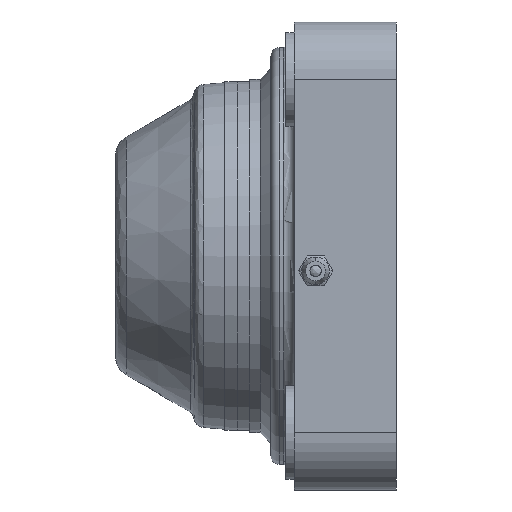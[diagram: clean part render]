
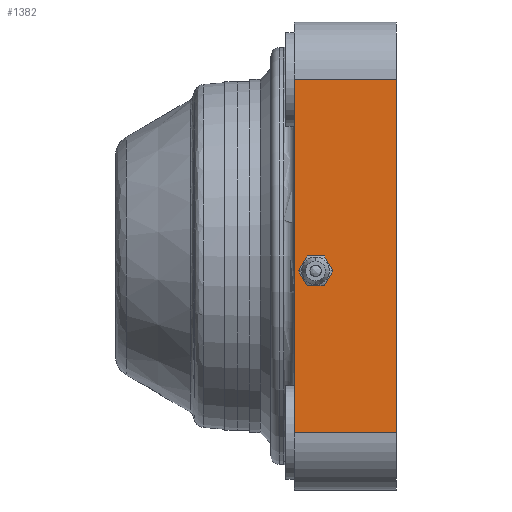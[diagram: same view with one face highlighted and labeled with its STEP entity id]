
A CAD part, left-side view. The second image highlights one B-rep face of the part: STEP entity #1382.
In plain terms, the highlighted planar face has unit normal (-1, 0, 0).
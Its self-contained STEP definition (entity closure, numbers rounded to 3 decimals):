
#128 = CARTESIAN_POINT ( 'NONE',  ( -55., 0., -41.5 ) ) ;
#165 = CARTESIAN_POINT ( 'NONE',  ( -55., -24., 41.5 ) ) ;
#236 = VECTOR ( 'NONE', #2242, 1000. ) ;
#496 = DIRECTION ( 'NONE',  ( 0., 1., 0. ) ) ;
#575 = CARTESIAN_POINT ( 'NONE',  ( -55., -24., 41.5 ) ) ;
#629 = EDGE_LOOP ( 'NONE', ( #4299, #4593, #2989, #6929 ) ) ;
#769 = CARTESIAN_POINT ( 'NONE',  ( -55., -24., -41.5 ) ) ;
#1055 = AXIS2_PLACEMENT_3D ( 'NONE', #2720, #3489, #6334 ) ;
#1111 = LINE ( 'NONE', #5366, #5174 ) ;
#1382 = ADVANCED_FACE ( 'NONE', ( #6285 ), #4809, .T. ) ;
#2029 = VERTEX_POINT ( 'NONE', #128 ) ;
#2242 = DIRECTION ( 'NONE',  ( 0., 0., 1. ) ) ;
#2720 = CARTESIAN_POINT ( 'NONE',  ( -55., -24., -41.5 ) ) ;
#2827 = CARTESIAN_POINT ( 'NONE',  ( -55., 0., 41.5 ) ) ;
#2989 = ORIENTED_EDGE ( 'NONE', *, *, #5454, .T. ) ;
#3489 = DIRECTION ( 'NONE',  ( -1., 0., 0. ) ) ;
#3563 = LINE ( 'NONE', #575, #8502 ) ;
#4299 = ORIENTED_EDGE ( 'NONE', *, *, #8130, .F. ) ;
#4593 = ORIENTED_EDGE ( 'NONE', *, *, #4659, .F. ) ;
#4659 = EDGE_CURVE ( 'NONE', #7031, #2029, #5956, .T. ) ;
#4809 = PLANE ( 'NONE',  #1055 ) ;
#5174 = VECTOR ( 'NONE', #6009, 1000. ) ;
#5251 = VERTEX_POINT ( 'NONE', #165 ) ;
#5302 = VECTOR ( 'NONE', #496, 1000. ) ;
#5366 = CARTESIAN_POINT ( 'NONE',  ( -55., 0., -41.5 ) ) ;
#5454 = EDGE_CURVE ( 'NONE', #7031, #5251, #7981, .T. ) ;
#5956 = LINE ( 'NONE', #8068, #5302 ) ;
#6009 = DIRECTION ( 'NONE',  ( 0., 0., 1. ) ) ;
#6253 = EDGE_CURVE ( 'NONE', #5251, #6549, #3563, .T. ) ;
#6285 = FACE_OUTER_BOUND ( 'NONE', #629, .T. ) ;
#6334 = DIRECTION ( 'NONE',  ( 0., 0., 1. ) ) ;
#6549 = VERTEX_POINT ( 'NONE', #2827 ) ;
#6929 = ORIENTED_EDGE ( 'NONE', *, *, #6253, .T. ) ;
#7031 = VERTEX_POINT ( 'NONE', #7170 ) ;
#7053 = DIRECTION ( 'NONE',  ( 0., 1., 0. ) ) ;
#7170 = CARTESIAN_POINT ( 'NONE',  ( -55., -24., -41.5 ) ) ;
#7981 = LINE ( 'NONE', #769, #236 ) ;
#8068 = CARTESIAN_POINT ( 'NONE',  ( -55., -24., -41.5 ) ) ;
#8130 = EDGE_CURVE ( 'NONE', #2029, #6549, #1111, .T. ) ;
#8502 = VECTOR ( 'NONE', #7053, 1000. ) ;
